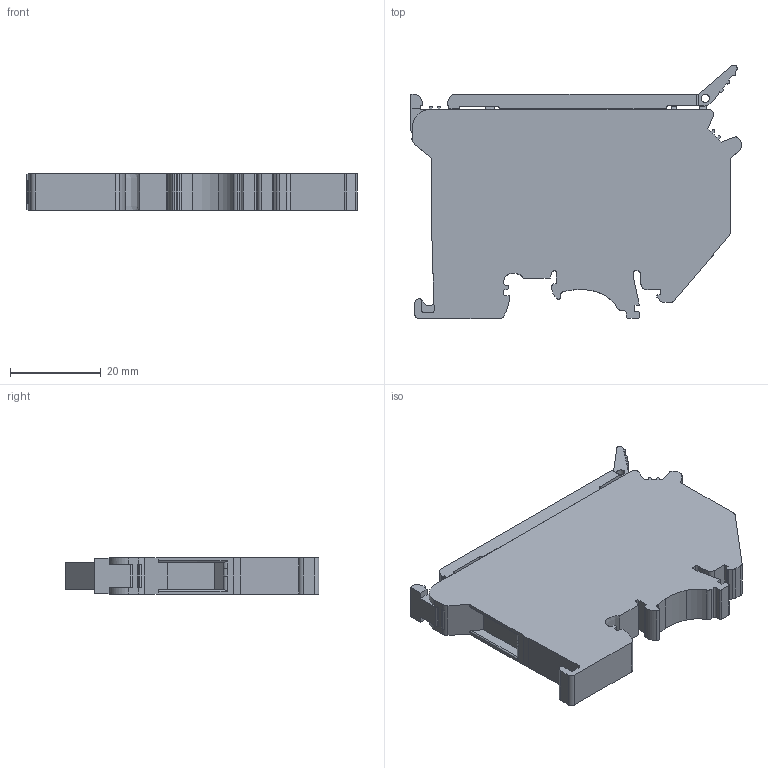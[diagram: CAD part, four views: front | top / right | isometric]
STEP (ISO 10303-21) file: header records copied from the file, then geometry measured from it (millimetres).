
FILE_DESCRIPTION(/* description */ (''),/* implementation_level */ '2;1');
FILE_NAME(/* name */ '305971.stp',/* time_stamp */ '2022-04-29T13:48:08+08:00',/* author */ (''),/* organization */ (''),/* preprocessor_version */ 'ST-DEVELOPER v16.7',/* originating_system */ 'SIEMENS PLM Software NX 12.0',/* authorisation */ '');
FILE_SCHEMA (('AP203_CONFIGURATION_CONTROLLED_3D_DESIGN_OF_MECHANICAL_PARTS_AND_ASSEMBLIES_MIM_LF { 1 0 10303 403 2 1 2}'));
Length unit declared in the file: millimetre
Products named in the file (1): sp1281t1002_stp
Bounding box: 72.6 x 55.8 x 8 mm (x, y, z)
Volume: 22127.2 mm3; surface area: 9312.8 mm2
Topology: 1 solids, 1 shells, 413 faces, 1204 edges, 802 vertices
Faces by surface type: plane 321, cylinder 87, bspline 3, extrusion 2
Entity records: 13852 total; most frequent: CARTESIAN_POINT 2601, ORIENTED_EDGE 2408, DIRECTION 2167, EDGE_CURVE 1204, VECTOR 1003, LINE 1001, VERTEX_POINT 802, AXIS2_PLACEMENT_3D 582
